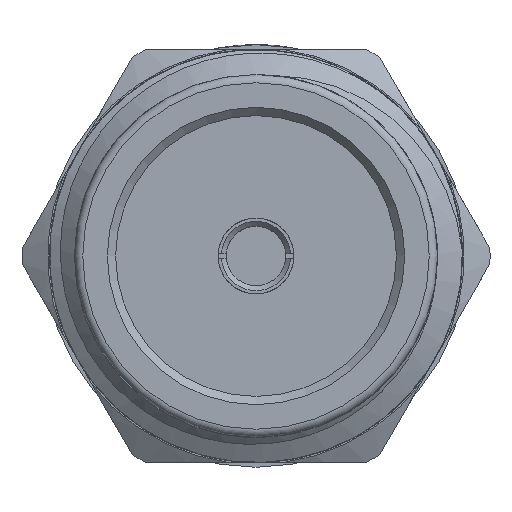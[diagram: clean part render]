
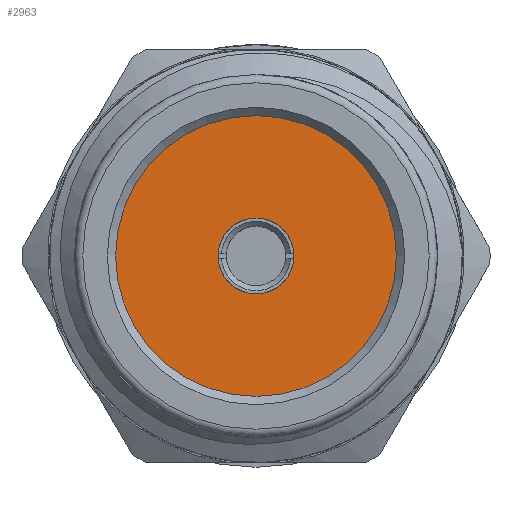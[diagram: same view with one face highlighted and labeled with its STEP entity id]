
A CAD part, left-side view. The second image highlights one B-rep face of the part: STEP entity #2963.
In plain terms, the highlighted planar face has unit normal (-1, 0, 0).
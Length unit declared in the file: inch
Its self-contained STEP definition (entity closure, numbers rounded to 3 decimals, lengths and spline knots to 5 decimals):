
#23 = EDGE_LOOP ( 'NONE', ( #1247 ) ) ;
#294 = FACE_BOUND ( 'NONE', #1299, .T. ) ;
#427 = DIRECTION ( 'NONE',  ( -1., 0., 0. ) ) ;
#516 = AXIS2_PLACEMENT_3D ( 'NONE', #2740, #2708, #1009 ) ;
#759 = CARTESIAN_POINT ( 'NONE',  ( 0.075, 0., 0.085 ) ) ;
#793 = VERTEX_POINT ( 'NONE', #759 ) ;
#804 = CARTESIAN_POINT ( 'NONE',  ( 0.075, 0., 0. ) ) ;
#1009 = DIRECTION ( 'NONE',  ( 0., 0., 1. ) ) ;
#1075 = FACE_OUTER_BOUND ( 'NONE', #23, .T. ) ;
#1082 = EDGE_CURVE ( 'NONE', #1094, #1094, #1757, .T. ) ;
#1094 = VERTEX_POINT ( 'NONE', #2351 ) ;
#1133 = AXIS2_PLACEMENT_3D ( 'NONE', #804, #2293, #2776 ) ;
#1247 = ORIENTED_EDGE ( 'NONE', *, *, #2706, .T. ) ;
#1299 = EDGE_LOOP ( 'NONE', ( #1525 ) ) ;
#1525 = ORIENTED_EDGE ( 'NONE', *, *, #1082, .F. ) ;
#1576 = PLANE ( 'NONE',  #516 ) ;
#1644 = CIRCLE ( 'NONE', #1133, 0.085 ) ;
#1757 = CIRCLE ( 'NONE', #3058, 0.023 ) ;
#2293 = DIRECTION ( 'NONE',  ( -1., 0., 0. ) ) ;
#2351 = CARTESIAN_POINT ( 'NONE',  ( 0.075, 0., 0.023 ) ) ;
#2352 = CARTESIAN_POINT ( 'NONE',  ( 0.075, 0., 0. ) ) ;
#2559 = DIRECTION ( 'NONE',  ( 0., 0., 1. ) ) ;
#2706 = EDGE_CURVE ( 'NONE', #793, #793, #1644, .T. ) ;
#2708 = DIRECTION ( 'NONE',  ( -1., 0., 0. ) ) ;
#2740 = CARTESIAN_POINT ( 'NONE',  ( 0.075, 0., 0. ) ) ;
#2776 = DIRECTION ( 'NONE',  ( 0., 0., 1. ) ) ;
#2963 = ADVANCED_FACE ( 'NONE', ( #294, #1075 ), #1576, .T. ) ;
#3058 = AXIS2_PLACEMENT_3D ( 'NONE', #2352, #427, #2559 ) ;
